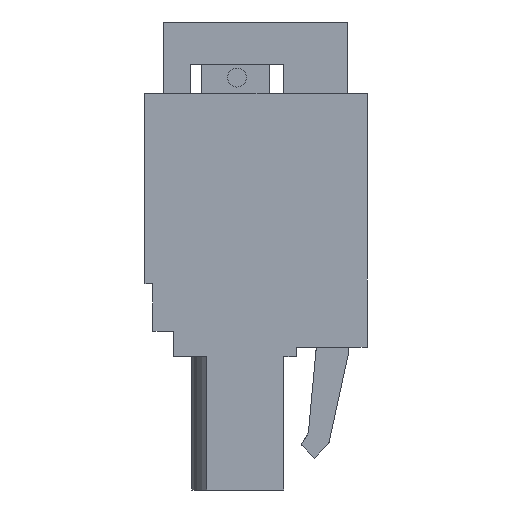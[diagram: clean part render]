
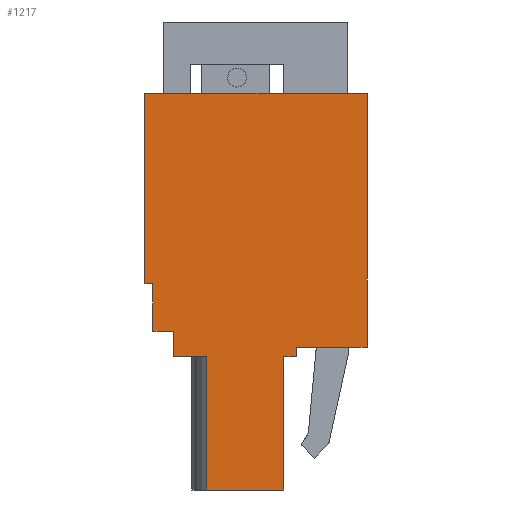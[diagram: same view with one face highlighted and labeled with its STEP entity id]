
A CAD part, left-side view. The second image highlights one B-rep face of the part: STEP entity #1217.
In plain terms, the highlighted planar face has unit normal (-1, 0, 0).
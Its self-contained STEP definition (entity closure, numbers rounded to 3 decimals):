
#1217 = ADVANCED_FACE( '', ( #3074 ), #3075, .F. );
#3074 = FACE_OUTER_BOUND( '', #5732, .T. );
#3075 = PLANE( '', #5733 );
#5732 = EDGE_LOOP( '', ( #9805, #9806, #9807, #9808, #9809, #9810, #9811, #9812, #9813, #9814, #9815, #9816, #9817, #9818 ) );
#5733 = AXIS2_PLACEMENT_3D( '', #9819, #9820, #9821 );
#9805 = ORIENTED_EDGE( '', *, *, #17699, .T. );
#9806 = ORIENTED_EDGE( '', *, *, #17700, .F. );
#9807 = ORIENTED_EDGE( '', *, *, #17701, .F. );
#9808 = ORIENTED_EDGE( '', *, *, #17702, .F. );
#9809 = ORIENTED_EDGE( '', *, *, #17703, .F. );
#9810 = ORIENTED_EDGE( '', *, *, #17704, .F. );
#9811 = ORIENTED_EDGE( '', *, *, #17705, .F. );
#9812 = ORIENTED_EDGE( '', *, *, #17706, .F. );
#9813 = ORIENTED_EDGE( '', *, *, #17707, .F. );
#9814 = ORIENTED_EDGE( '', *, *, #17708, .T. );
#9815 = ORIENTED_EDGE( '', *, *, #17709, .T. );
#9816 = ORIENTED_EDGE( '', *, *, #17710, .T. );
#9817 = ORIENTED_EDGE( '', *, *, #17711, .T. );
#9818 = ORIENTED_EDGE( '', *, *, #17712, .F. );
#9819 = CARTESIAN_POINT( '', ( -20.32, 0., 0. ) );
#9820 = DIRECTION( '', ( 1., 0., 0. ) );
#9821 = DIRECTION( '', ( 0., 0., -1. ) );
#17699 = EDGE_CURVE( '', #21332, #21333, #21334, .T. );
#17700 = EDGE_CURVE( '', #21335, #21333, #21336, .T. );
#17701 = EDGE_CURVE( '', #21337, #21335, #21338, .T. );
#17702 = EDGE_CURVE( '', #21339, #21337, #21340, .T. );
#17703 = EDGE_CURVE( '', #21341, #21339, #21342, .T. );
#17704 = EDGE_CURVE( '', #21343, #21341, #21344, .T. );
#17705 = EDGE_CURVE( '', #21345, #21343, #21346, .T. );
#17706 = EDGE_CURVE( '', #21347, #21345, #21348, .T. );
#17707 = EDGE_CURVE( '', #21349, #21347, #21350, .T. );
#17708 = EDGE_CURVE( '', #21349, #21351, #21352, .T. );
#17709 = EDGE_CURVE( '', #21351, #21353, #21354, .T. );
#17710 = EDGE_CURVE( '', #21353, #21355, #21356, .T. );
#17711 = EDGE_CURVE( '', #21355, #21357, #21358, .T. );
#17712 = EDGE_CURVE( '', #21332, #21357, #21359, .T. );
#21332 = VERTEX_POINT( '', #26617 );
#21333 = VERTEX_POINT( '', #26618 );
#21334 = LINE( '', #26619, #26620 );
#21335 = VERTEX_POINT( '', #26621 );
#21336 = LINE( '', #26622, #26623 );
#21337 = VERTEX_POINT( '', #26624 );
#21338 = LINE( '', #26625, #26626 );
#21339 = VERTEX_POINT( '', #26627 );
#21340 = LINE( '', #26628, #26629 );
#21341 = VERTEX_POINT( '', #26630 );
#21342 = LINE( '', #26631, #26632 );
#21343 = VERTEX_POINT( '', #26633 );
#21344 = LINE( '', #26634, #26635 );
#21345 = VERTEX_POINT( '', #26636 );
#21346 = LINE( '', #26637, #26638 );
#21347 = VERTEX_POINT( '', #26639 );
#21348 = LINE( '', #26640, #26641 );
#21349 = VERTEX_POINT( '', #26642 );
#21350 = LINE( '', #26643, #26644 );
#21351 = VERTEX_POINT( '', #26645 );
#21352 = LINE( '', #26646, #26647 );
#21353 = VERTEX_POINT( '', #26648 );
#21354 = LINE( '', #26649, #26650 );
#21355 = VERTEX_POINT( '', #26651 );
#21356 = LINE( '', #26652, #26653 );
#21357 = VERTEX_POINT( '', #26654 );
#21358 = LINE( '', #26655, #26656 );
#21359 = LINE( '', #26657, #26658 );
#26617 = CARTESIAN_POINT( '', ( -20.32, 3.1, -8.3 ) );
#26618 = CARTESIAN_POINT( '', ( -20.32, 3.1, -16.7 ) );
#26619 = CARTESIAN_POINT( '', ( -20.32, 3.1, -8.3 ) );
#26620 = VECTOR( '', #33068, 1000. );
#26621 = CARTESIAN_POINT( '', ( -20.32, -1.75, -16.7 ) );
#26622 = CARTESIAN_POINT( '', ( -20.32, -1.75, -16.7 ) );
#26623 = VECTOR( '', #33069, 1000. );
#26624 = CARTESIAN_POINT( '', ( -20.32, -1.75, -8.3 ) );
#26625 = CARTESIAN_POINT( '', ( -20.32, -1.75, -8.3 ) );
#26626 = VECTOR( '', #33070, 1000. );
#26627 = CARTESIAN_POINT( '', ( -20.32, -2.55, -8.3 ) );
#26628 = CARTESIAN_POINT( '', ( -20.32, -7., -8.3 ) );
#26629 = VECTOR( '', #33071, 1000. );
#26630 = CARTESIAN_POINT( '', ( -20.32, -2.55, -7.7 ) );
#26631 = CARTESIAN_POINT( '', ( -20.32, -2.55, 0. ) );
#26632 = VECTOR( '', #33072, 1000. );
#26633 = CARTESIAN_POINT( '', ( -20.32, -7., -7.7 ) );
#26634 = CARTESIAN_POINT( '', ( -20.32, 0., -7.7 ) );
#26635 = VECTOR( '', #33073, 1000. );
#26636 = CARTESIAN_POINT( '', ( -20.32, -7., 8.3 ) );
#26637 = CARTESIAN_POINT( '', ( -20.32, -7., 8.3 ) );
#26638 = VECTOR( '', #33074, 1000. );
#26639 = CARTESIAN_POINT( '', ( -20.32, 7., 8.3 ) );
#26640 = CARTESIAN_POINT( '', ( -20.32, 7., 8.3 ) );
#26641 = VECTOR( '', #33075, 1000. );
#26642 = CARTESIAN_POINT( '', ( -20.32, 7., -3.7 ) );
#26643 = CARTESIAN_POINT( '', ( -20.32, 7., -8.3 ) );
#26644 = VECTOR( '', #33076, 1000. );
#26645 = CARTESIAN_POINT( '', ( -20.32, 6.5, -3.7 ) );
#26646 = CARTESIAN_POINT( '', ( -20.32, 0., -3.7 ) );
#26647 = VECTOR( '', #33077, 1000. );
#26648 = CARTESIAN_POINT( '', ( -20.32, 6.5, -6.7 ) );
#26649 = CARTESIAN_POINT( '', ( -20.32, 6.5, 0. ) );
#26650 = VECTOR( '', #33078, 1000. );
#26651 = CARTESIAN_POINT( '', ( -20.32, 5.2, -6.7 ) );
#26652 = CARTESIAN_POINT( '', ( -20.32, 0., -6.7 ) );
#26653 = VECTOR( '', #33079, 1000. );
#26654 = CARTESIAN_POINT( '', ( -20.32, 5.2, -8.3 ) );
#26655 = CARTESIAN_POINT( '', ( -20.32, 5.2, 0. ) );
#26656 = VECTOR( '', #33080, 1000. );
#26657 = CARTESIAN_POINT( '', ( -20.32, -7., -8.3 ) );
#26658 = VECTOR( '', #33081, 1000. );
#33068 = DIRECTION( '', ( 0., 0., -1. ) );
#33069 = DIRECTION( '', ( 0., 1., 0. ) );
#33070 = DIRECTION( '', ( 0., 0., -1. ) );
#33071 = DIRECTION( '', ( 0., 1., 0. ) );
#33072 = DIRECTION( '', ( 0., 0., -1. ) );
#33073 = DIRECTION( '', ( 0., 1., 0. ) );
#33074 = DIRECTION( '', ( 0., 0., -1. ) );
#33075 = DIRECTION( '', ( 0., -1., 0. ) );
#33076 = DIRECTION( '', ( 0., 0., 1. ) );
#33077 = DIRECTION( '', ( 0., -1., 0. ) );
#33078 = DIRECTION( '', ( 0., 0., -1. ) );
#33079 = DIRECTION( '', ( 0., -1., 0. ) );
#33080 = DIRECTION( '', ( 0., 0., -1. ) );
#33081 = DIRECTION( '', ( 0., 1., 0. ) );
